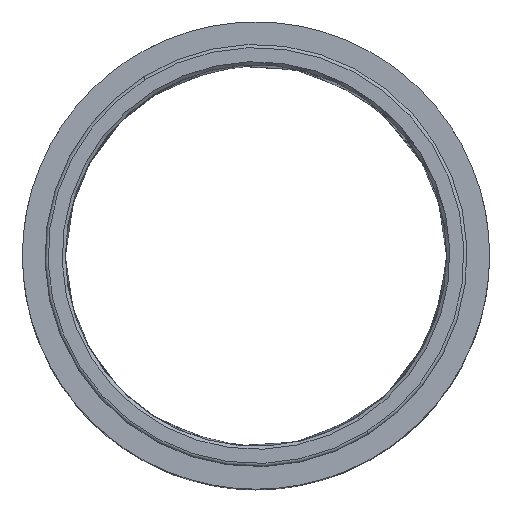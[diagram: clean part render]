
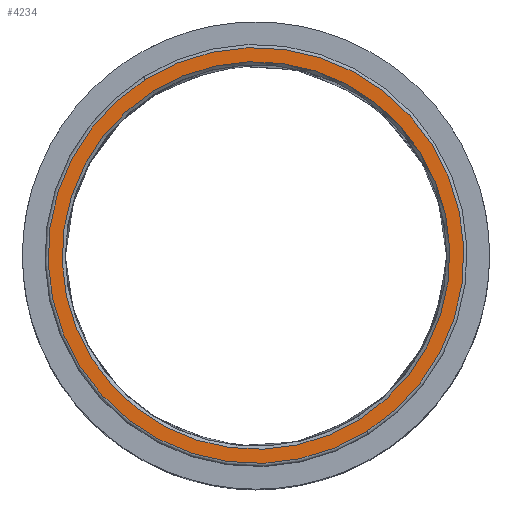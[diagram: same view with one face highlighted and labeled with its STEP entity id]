
A CAD part, top view. The second image highlights one B-rep face of the part: STEP entity #4234.
In plain terms, the highlighted planar face has unit normal (0, 0, 1).
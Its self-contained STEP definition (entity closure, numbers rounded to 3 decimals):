
#59 = DIRECTION ( 'NONE',  ( 1., 0., 0. ) ) ;
#159 = CIRCLE ( 'NONE', #19316, 610. ) ;
#252 = VERTEX_POINT ( 'NONE', #6473 ) ;
#843 = AXIS2_PLACEMENT_3D ( 'NONE', #22023, #4829, #59 ) ;
#1575 = CIRCLE ( 'NONE', #12800, 610. ) ;
#1667 = CARTESIAN_POINT ( 'NONE',  ( 0., 0., 1500. ) ) ;
#1879 = DIRECTION ( 'NONE',  ( -0.533, 0.846, 0. ) ) ;
#2374 = ORIENTED_EDGE ( 'NONE', *, *, #13662, .F. ) ;
#3093 = VERTEX_POINT ( 'NONE', #3447 ) ;
#3447 = CARTESIAN_POINT ( 'NONE',  ( 324.841, -516.313, 1500. ) ) ;
#3602 = ORIENTED_EDGE ( 'NONE', *, *, #12130, .T. ) ;
#4234 = ADVANCED_FACE ( 'NONE', ( #9923, #11623 ), #4724, .T. ) ;
#4331 = EDGE_LOOP ( 'NONE', ( #18233, #3602 ) ) ;
#4724 = PLANE ( 'NONE',  #843 ) ;
#4829 = DIRECTION ( 'NONE',  ( 0., 0., 1. ) ) ;
#4946 = DIRECTION ( 'NONE',  ( 0., 0., -1. ) ) ;
#5042 = DIRECTION ( 'NONE',  ( -0.533, 0.846, 0. ) ) ;
#5490 = EDGE_CURVE ( 'NONE', #252, #15852, #14195, .T. ) ;
#6255 = VERTEX_POINT ( 'NONE', #13372 ) ;
#6473 = CARTESIAN_POINT ( 'NONE',  ( -348.431, 553.809, 1500. ) ) ;
#7849 = DIRECTION ( 'NONE',  ( 0., 0., -1. ) ) ;
#8333 = CARTESIAN_POINT ( 'NONE',  ( 0., 0., 1500. ) ) ;
#8496 = ORIENTED_EDGE ( 'NONE', *, *, #5490, .F. ) ;
#9923 = FACE_BOUND ( 'NONE', #4331, .T. ) ;
#9937 = DIRECTION ( 'NONE',  ( -0.533, 0.846, 0. ) ) ;
#10651 = CIRCLE ( 'NONE', #15349, 654.3 ) ;
#11124 = CARTESIAN_POINT ( 'NONE',  ( 0., 0., 1500. ) ) ;
#11623 = FACE_OUTER_BOUND ( 'NONE', #22212, .T. ) ;
#11667 = AXIS2_PLACEMENT_3D ( 'NONE', #8333, #22123, #5042 ) ;
#12130 = EDGE_CURVE ( 'NONE', #6255, #3093, #1575, .T. ) ;
#12800 = AXIS2_PLACEMENT_3D ( 'NONE', #17376, #4946, #1879 ) ;
#13042 = CARTESIAN_POINT ( 'NONE',  ( 348.431, -553.809, 1500. ) ) ;
#13372 = CARTESIAN_POINT ( 'NONE',  ( -324.841, 516.313, 1500. ) ) ;
#13662 = EDGE_CURVE ( 'NONE', #15852, #252, #10651, .T. ) ;
#14195 = CIRCLE ( 'NONE', #11667, 654.3 ) ;
#14517 = DIRECTION ( 'NONE',  ( -0.533, 0.846, 0. ) ) ;
#15349 = AXIS2_PLACEMENT_3D ( 'NONE', #1667, #22035, #9937 ) ;
#15720 = EDGE_CURVE ( 'NONE', #3093, #6255, #159, .T. ) ;
#15852 = VERTEX_POINT ( 'NONE', #13042 ) ;
#17376 = CARTESIAN_POINT ( 'NONE',  ( 0., 0., 1500. ) ) ;
#18233 = ORIENTED_EDGE ( 'NONE', *, *, #15720, .T. ) ;
#19316 = AXIS2_PLACEMENT_3D ( 'NONE', #11124, #7849, #14517 ) ;
#22023 = CARTESIAN_POINT ( 'NONE',  ( 0., 0., 1500. ) ) ;
#22035 = DIRECTION ( 'NONE',  ( 0., 0., -1. ) ) ;
#22123 = DIRECTION ( 'NONE',  ( 0., 0., -1. ) ) ;
#22212 = EDGE_LOOP ( 'NONE', ( #8496, #2374 ) ) ;
